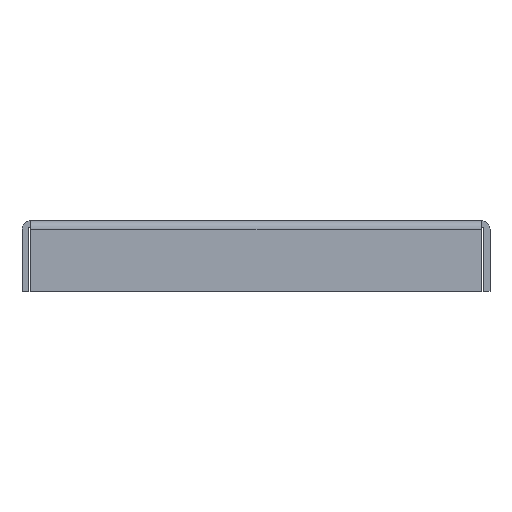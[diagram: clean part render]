
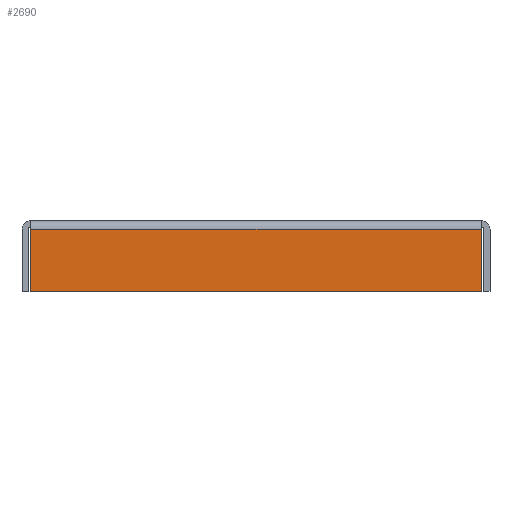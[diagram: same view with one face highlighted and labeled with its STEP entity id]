
A CAD part, left-side view. The second image highlights one B-rep face of the part: STEP entity #2690.
In plain terms, the highlighted planar face has unit normal (-1, 0, 0).
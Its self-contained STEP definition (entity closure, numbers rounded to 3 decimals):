
#582 = VERTEX_POINT('',#583);
#583 = CARTESIAN_POINT('',(-10.9,-10.5,0.));
#589 = EDGE_CURVE('',#590,#582,#592,.T.);
#590 = VERTEX_POINT('',#591);
#591 = CARTESIAN_POINT('',(-10.9,10.5,0.));
#592 = LINE('',#593,#594);
#593 = CARTESIAN_POINT('',(-10.9,10.9,0.));
#594 = VECTOR('',#595,1.);
#595 = DIRECTION('',(0.,-1.,0.));
#642 = EDGE_CURVE('',#643,#590,#645,.T.);
#643 = VERTEX_POINT('',#644);
#644 = CARTESIAN_POINT('',(-10.9,10.5,2.9));
#645 = LINE('',#646,#647);
#646 = CARTESIAN_POINT('',(-10.9,10.5,-0.2));
#647 = VECTOR('',#648,1.);
#648 = DIRECTION('',(0.,0.,-1.));
#712 = VERTEX_POINT('',#713);
#713 = CARTESIAN_POINT('',(-10.9,-10.5,2.9));
#720 = EDGE_CURVE('',#582,#712,#721,.T.);
#721 = LINE('',#722,#723);
#722 = CARTESIAN_POINT('',(-10.9,-10.5,-0.2));
#723 = VECTOR('',#724,1.);
#724 = DIRECTION('',(0.,0.,1.));
#1771 = EDGE_CURVE('',#712,#643,#1772,.T.);
#1772 = LINE('',#1773,#1774);
#1773 = CARTESIAN_POINT('',(-10.9,10.9,2.9));
#1774 = VECTOR('',#1775,1.);
#1775 = DIRECTION('',(0.,1.,0.));
#2690 = ADVANCED_FACE('',(#2691),#2697,.T.);
#2691 = FACE_BOUND('',#2692,.T.);
#2692 = EDGE_LOOP('',(#2693,#2694,#2695,#2696));
#2693 = ORIENTED_EDGE('',*,*,#589,.T.);
#2694 = ORIENTED_EDGE('',*,*,#720,.T.);
#2695 = ORIENTED_EDGE('',*,*,#1771,.T.);
#2696 = ORIENTED_EDGE('',*,*,#642,.T.);
#2697 = PLANE('',#2698);
#2698 = AXIS2_PLACEMENT_3D('',#2699,#2700,#2701);
#2699 = CARTESIAN_POINT('',(-10.9,10.9,-0.2));
#2700 = DIRECTION('',(-1.,0.,0.));
#2701 = DIRECTION('',(0.,0.,1.));
